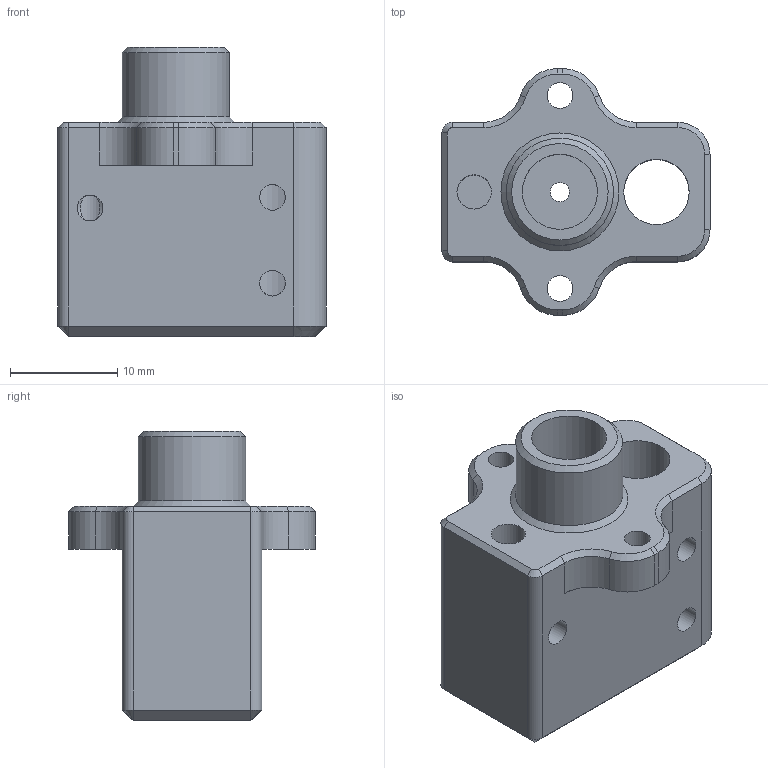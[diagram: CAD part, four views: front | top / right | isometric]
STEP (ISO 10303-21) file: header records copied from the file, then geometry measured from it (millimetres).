
FILE_DESCRIPTION(/* description */ ('STEP AP242','CAx-IF Rec.Pracs.---Representation and Presentation of Product Manufacturing Information (PMI)---4.0---2014-10-13','CAx-IF Rec.Pracs.---3D Tessellated Geometry---0.4---2014-09-14','2;1'),/* implementation_level */ '2;1');
FILE_NAME(/* name */ '652b4a17d9a8ea5d95300487',/* time_stamp */ '2023-10-15T02:10:31Z',/* author */ (''),/* organization */ (''),/* preprocessor_version */ 'ST-DEVELOPER v19.4',/* originating_system */ ' ',/* authorisation */ ' ');
FILE_SCHEMA (('AP242_MANAGED_MODEL_BASED_3D_ENGINEERING_MIM_LF { 1 0 10303 442 1 1 4 }'));
Length unit declared in the file: metre
Products named in the file (1): Block
Bounding box: 25 x 23 x 27 mm (x, y, z)
Volume: 5551 mm3; surface area: 3537.8 mm2
Topology: 1 solids, 1 shells, 69 faces, 161 edges, 96 vertices
Faces by surface type: plane 26, cylinder 23, cone 20
Full cylindrical faces by diameter (mm): 1.78 x1, 2.4 x5, 3.2 x1, 6 x1, 6.1 x1, 7 x1, 10 x1
Entity records: 1914 total; most frequent: CARTESIAN_POINT 340, DIRECTION 338, ORIENTED_EDGE 286, EDGE_CURVE 143, AXIS2_PLACEMENT_3D 131, EDGE_LOOP 100, FACE_BOUND 100, VERTEX_POINT 93
